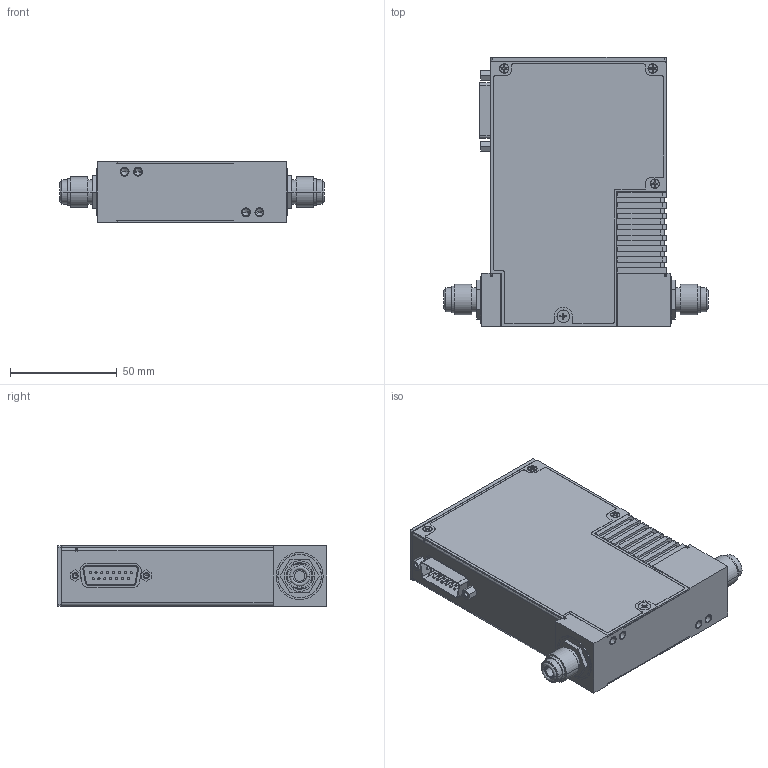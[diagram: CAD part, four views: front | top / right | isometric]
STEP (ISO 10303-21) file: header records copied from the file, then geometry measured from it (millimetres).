
FILE_DESCRIPTION((''),'2;1');
FILE_NAME('1020001_STP_ASM','2012-01-13T',('cockrofm'),('MKS Instruments, Inc.'),'PRO/ENGINEER BY PARAMETRIC TECHNOLOGY CORPORATION, 2009060','PRO/ENGINEER BY PARAMETRIC TECHNOLOGY CORPORATION, 2009060','');
FILE_SCHEMA(('CONFIG_CONTROL_DESIGN'));
Length unit declared in the file: inch
Products named in the file (25): 1015950_FLOWBODY; 1029908-003_15-PIN; 1033239_STANDOFF; 1029908-003_15-PIN_ASM; 133140_4VCR_FITTING; 1032346_TOP_PLATE; 1020465_PWB_DISPLAY; 043-7916_DISPLAY; 044-8533_LED-INDICATOR; 1020478_FLEX_CONN_10; 1020466_CCA_DISPLAY_ASM; 1020806_PLATE_COVER; 1026189-002; 160-6310; 1032367_LABEL_FRT; 1032368_LABEL_BACK; 160-0086; 160-0155_2-32_TYPE-B_3-16-LNG; 1034133_HEATSINK; 160-9715; 134100-P1_LABEL-POSITION1; 1033968; 160-0172_JACKSCREW_316X316_4-40; 114-9989_CONN_RJ45; 1020001_STP_ASM
Assembly tree (37 placements, depth 3):
  1020001_STP_ASM
    1015950_FLOWBODY
    1029908-003_15-PIN_ASM
      1029908-003_15-PIN
      1033239_STANDOFF  x3
    133140_4VCR_FITTING  x2
    1032346_TOP_PLATE
    1020466_CCA_DISPLAY_ASM
      1020465_PWB_DISPLAY
      043-7916_DISPLAY
      044-8533_LED-INDICATOR  x2
      1020478_FLEX_CONN_10
    1020806_PLATE_COVER
    1026189-002
    160-6310  x3
    1032367_LABEL_FRT
    1032368_LABEL_BACK
    160-0086  x5
    160-0155_2-32_TYPE-B_3-16-LNG  x2
    1034133_HEATSINK
    160-9715  x2
    134100-P1_LABEL-POSITION1
    1033968
    160-0172_JACKSCREW_316X316_4-40  x2
    114-9989_CONN_RJ45
Bounding box: 123.95 x 126.33 x 28.57 mm (x, y, z)
Volume: 107470.1 mm3; surface area: 122950.1 mm2
Topology: 50 solids, 75 shells, 2120 faces, 5611 edges, 3482 vertices
Faces by surface type: plane 1070, cylinder 578, bspline 344, cone 108, torus 16, sphere 4
Entity records: 54632 total; most frequent: CARTESIAN_POINT 12095, DIRECTION 8678, ORIENTED_EDGE 8676, EDGE_CURVE 4381, VECTOR 2990, LINE 2990, VERTEX_POINT 2932, AXIS2_PLACEMENT_3D 2844
